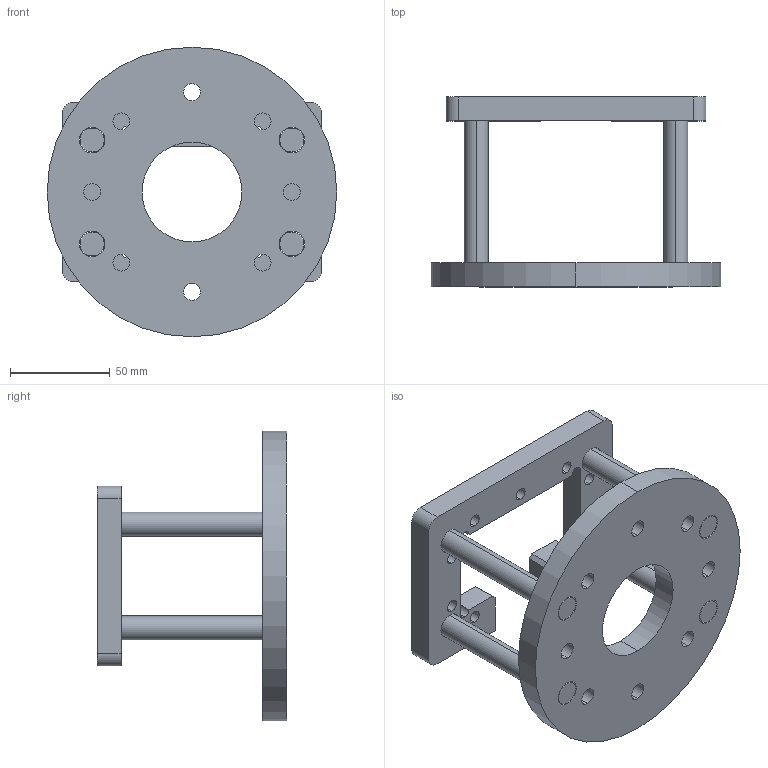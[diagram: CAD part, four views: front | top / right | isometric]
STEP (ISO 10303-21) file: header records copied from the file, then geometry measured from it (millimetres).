
FILE_DESCRIPTION (( 'STEP AP214' ), '1' );
FILE_NAME ('FMWAN284-MNT_3D.step', '2023-06-02T12:07:05', ( '' ), ( '' ), 'SwSTEP 2.0', 'SolidWorks 2022', '' );
FILE_SCHEMA (( 'AUTOMOTIVE_DESIGN' ));
Length unit declared in the file: millimetre
Products named in the file (4): Copy of FMWAN284-MNT_STDF RND M4 FEM, 8OD X 64LG^FMWAN284-MNT; Copy of FMWAN284-MNT_UPR PLT^FMWAN284-MNT; Copy of FMWAN284-MNT_LWR PLT^FMWAN284-MNT; FMWAN284-MNT_3D
Assembly tree (6 placements, depth 2):
  FMWAN284-MNT_3D
    Copy of FMWAN284-MNT_UPR PLT^FMWAN284-MNT
    Copy of FMWAN284-MNT_LWR PLT^FMWAN284-MNT
    Copy of FMWAN284-MNT_STDF RND M4 FEM, 8OD X 64LG^FMWAN284-MNT  x4
Bounding box: 145 x 95 x 145 mm (x, y, z)
Volume: 279228.5 mm3; surface area: 78636.1 mm2
Topology: 6 solids, 6 shells, 98 faces, 258 edges, 172 vertices
Faces by surface type: cylinder 72, plane 26
Entity records: 3118 total; most frequent: DIRECTION 562, CARTESIAN_POINT 495, ORIENTED_EDGE 480, EDGE_CURVE 240, AXIS2_PLACEMENT_3D 227, VERTEX_POINT 160, EDGE_LOOP 138, CIRCLE 132
